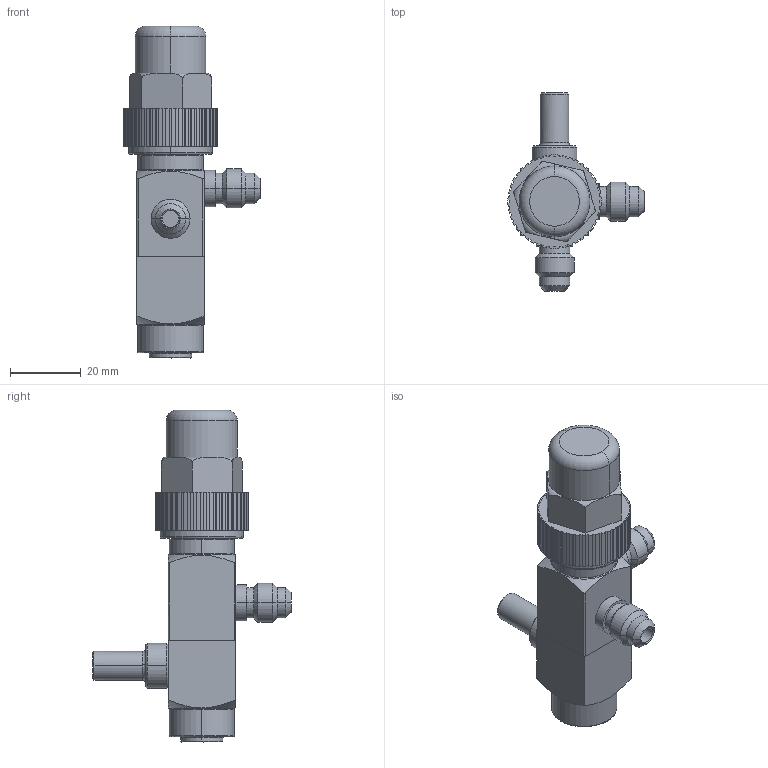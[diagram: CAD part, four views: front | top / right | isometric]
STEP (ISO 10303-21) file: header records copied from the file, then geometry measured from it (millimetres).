
FILE_DESCRIPTION (( 'STEP AP203' ), '1' );
FILE_NAME ('119-3609.STEP', '2024-12-03T15:21:41', ( '' ), ( '' ), 'SwSTEP 2.0', 'SolidWorks 2022', '' );
FILE_SCHEMA (( 'CONFIG_CONTROL_DESIGN' ));
Length unit declared in the file: millimetre
Products named in the file (1): 119-3609
Bounding box: 38.63 x 56.34 x 94.12 mm (x, y, z)
Surface area: 15524.1 mm2 (no closed solid volume)
Topology: 0 solids, 8 shells, 407 faces, 1087 edges, 700 vertices
Faces by surface type: plane 224, cylinder 104, cone 49, bspline 20, torus 10
Entity records: 14749 total; most frequent: CARTESIAN_POINT 4509, ORIENTED_EDGE 2136, DIRECTION 2089, EDGE_CURVE 1087, LINE 733, VECTOR 733, VERTEX_POINT 700, AXIS2_PLACEMENT_3D 678
